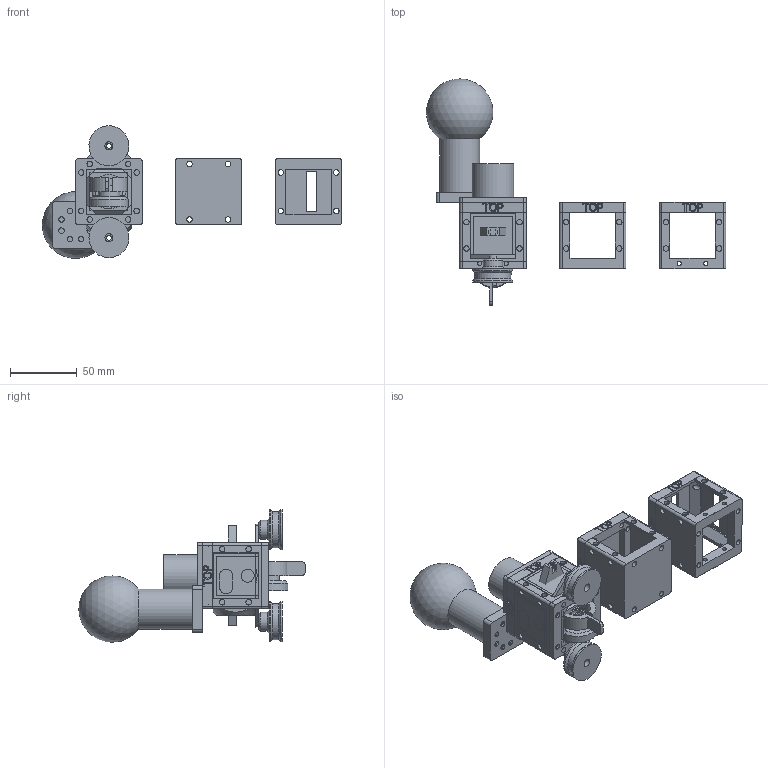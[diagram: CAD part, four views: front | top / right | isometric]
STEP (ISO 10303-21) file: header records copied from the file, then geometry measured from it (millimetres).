
FILE_DESCRIPTION(/* description */ (''),/* implementation_level */ '2;1');
FILE_NAME(/* name */ 'Cube 1x1 V5.stp',/* time_stamp */ '2024-05-30T20:01:57-04:00',/* author */ ('xSibe'),/* organization */ (''),/* preprocessor_version */ 'ST-DEVELOPER v19.2',/* originating_system */ 'Autodesk Inventor 2023',/* authorisation */ '');
FILE_SCHEMA (('AUTOMOTIVE_DESIGN { 1 0 10303 214 3 1 1 }'));
Length unit declared in the file: millimetre
Products named in the file (41): Cube 1x1 V5; Cube 1x1 Top V5; Cube 1x1 Bottom V5; Cube 1x1 Top V5 Closed; Cube 1x1 Bottom V5 Closed; Cube 1x1 Top V5 Closed Slotted Rails; Cube 1x1 Bottom V5 Closed Slotted Rails; Z Axis Handle; Laser Alignment Tool V1; Laser Alignment Tool V2; Cube Press Top; Cube 1x1 V5 Bot Press; Cube 1x1  V5 Press; Laser Switch; Half Inch Lense Holder Cover (V5); One Inch Lense Holder Cover (V5); Half Inch Lense Holder (V5); One Inch Lense Holder (V5); Laser Holder (Red Laser); Laser Holder (Green Laser); Laser Holder (Blue Laser); Laser Holder (USB); SM05 Lense Holder (V5); Special One Inch Lense Holder (V5); Filter Mount (SM1); Filter Mount (SM1)_1; Tunnel Vertical; Tunnel Horizontal; Mirror Base; Mirror Plate; Mirror Base Horizontal; Mirror Plate Horizontal; Z Axis Sample V1; Dichroic Mirror Mount (V2); Camera Mount Side; Objective Mount; Filter Adapter (SM1); Filter Adapter (SM05); Camera Mount Top; Top Mount (SM05) ...
Assembly tree (41 placements, depth 2):
  Cube 1x1 V5
    Cube 1x1 Top V5
    Cube 1x1 Bottom V5
    Cube 1x1 Top V5 Closed
    Cube 1x1 Bottom V5 Closed
    Cube 1x1 Top V5 Closed Slotted Rails
    Cube 1x1 Bottom V5 Closed Slotted Rails
    Z Axis Handle  x2
    Laser Alignment Tool V1
    Laser Alignment Tool V2
    Cube Press Top
    Cube 1x1 V5 Bot Press
    Cube 1x1  V5 Press
    Laser Switch
    Half Inch Lense Holder Cover (V5)
    One Inch Lense Holder Cover (V5)
    Half Inch Lense Holder (V5)
    One Inch Lense Holder (V5)
    Laser Holder (Red Laser)
    Laser Holder (Green Laser)
    Laser Holder (Blue Laser)
    Laser Holder (USB)
    SM05 Lense Holder (V5)
    Special One Inch Lense Holder (V5)
    Filter Mount (SM1)
    Filter Mount (SM1)_1
    Tunnel Vertical
    Tunnel Horizontal
    Mirror Base
    Mirror Plate
    Mirror Base Horizontal
    Mirror Plate Horizontal
    Z Axis Sample V1
    Dichroic Mirror Mount (V2)
    Camera Mount Side
    Objective Mount
    Filter Adapter (SM1)
    Filter Adapter (SM05)
    Camera Mount Top
    Top Mount (SM05)
    Flashlight Mount V1
Bounding box: 224.5 x 169.68 x 99.22 mm (x, y, z)
Volume: 488676.8 mm3; surface area: 294406.4 mm2
Topology: 41 solids, 41 shells, 2426 faces, 6319 edges, 4129 vertices
Faces by surface type: plane 1513, cylinder 509, bspline 331, cone 72, sphere 1
Full cylindrical faces by diameter (mm): 1.875 x2, 3.125 x16, 3.41 x8, 3.414 x8, 3.438 x4, 3.75 x29, 3.875 x3, 4.125 x48, 4.145 x16, 4.147 x54, 4.15 x12, 4.213 x12, 4.6 x3, 5.075 x6, 5.75 x16, 6 x9, 9.6 x1, 9.787 x2, 12.18 x1, 12.25 x1, 12.287 x2, 12.75 x1, 13.568 x5, 13.93 x1, 14 x1, 14.434 x2, 15.25 x1, 16.067 x2, 18.18 x1, 18.75 x1
Entity records: 79368 total; most frequent: CARTESIAN_POINT 19063, ORIENTED_EDGE 12524, DIRECTION 11042, EDGE_CURVE 6262, LINE 4394, VECTOR 4394, VERTEX_POINT 4098, AXIS2_PLACEMENT_3D 3324
